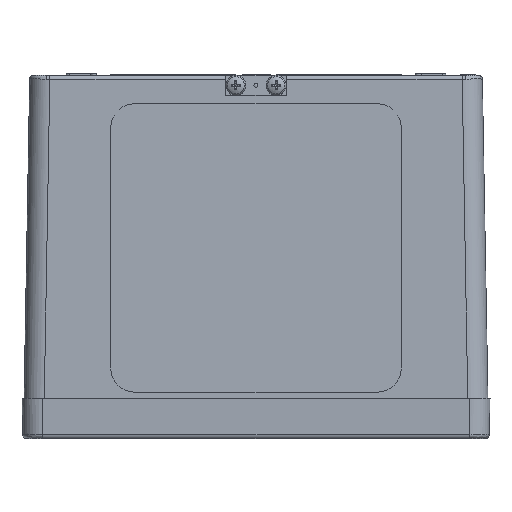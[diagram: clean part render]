
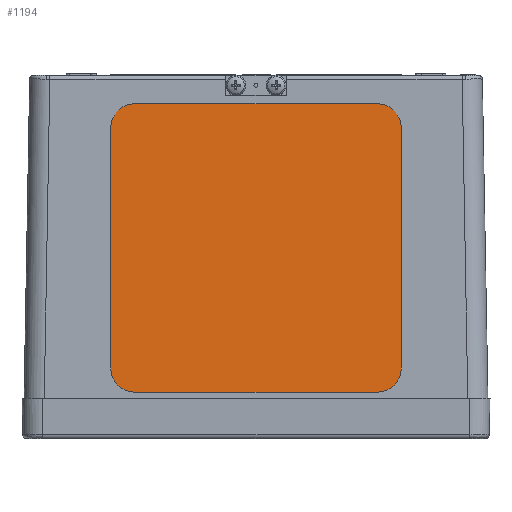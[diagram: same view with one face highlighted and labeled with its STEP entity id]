
A CAD part, left-side view. The second image highlights one B-rep face of the part: STEP entity #1194.
In plain terms, the highlighted planar face has unit normal (-1, 0, 0.018).
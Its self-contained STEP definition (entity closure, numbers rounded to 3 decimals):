
#928=CARTESIAN_POINT('',(-162.918,-60.,147.978));
#929=VERTEX_POINT('',#928);
#930=CARTESIAN_POINT('',(-163.127,-72.,135.98));
#931=VERTEX_POINT('',#930);
#932=CARTESIAN_POINT('',(-163.127,-60.,135.98));
#933=DIRECTION('',(1.,0.0,-0.017));
#934=DIRECTION('',(0.0,-1.0,0.0));
#935=AXIS2_PLACEMENT_3D('',#932,#933,#934);
#936=CIRCLE('',#935,12.);
#937=EDGE_CURVE('',#929,#931,#936,.T.);
#970=CARTESIAN_POINT('',(-165.204,-72.,16.998));
#971=VERTEX_POINT('',#970);
#972=CARTESIAN_POINT('',(-163.127,-72.,135.98));
#973=DIRECTION('',(-0.017,0.,-1.));
#974=VECTOR('',#973,119.);
#975=LINE('',#972,#974);
#976=EDGE_CURVE('',#931,#971,#975,.T.);
#1001=CARTESIAN_POINT('',(-165.414,-60.,5.));
#1002=VERTEX_POINT('',#1001);
#1003=CARTESIAN_POINT('',(-165.204,-60.,16.998));
#1004=DIRECTION('',(1.,0.,-0.017));
#1005=DIRECTION('',(-0.017,0.,-1.));
#1006=AXIS2_PLACEMENT_3D('',#1003,#1004,#1005);
#1007=CIRCLE('',#1006,12.);
#1008=EDGE_CURVE('',#971,#1002,#1007,.T.);
#1034=CARTESIAN_POINT('',(-165.414,60.,5.));
#1035=VERTEX_POINT('',#1034);
#1036=CARTESIAN_POINT('',(-165.414,-60.,5.));
#1037=DIRECTION('',(0.0,1.0,0.0));
#1038=VECTOR('',#1037,120.0);
#1039=LINE('',#1036,#1038);
#1040=EDGE_CURVE('',#1002,#1035,#1039,.T.);
#1065=CARTESIAN_POINT('',(-165.204,72.,16.998));
#1066=VERTEX_POINT('',#1065);
#1067=CARTESIAN_POINT('',(-165.204,60.,16.998));
#1068=DIRECTION('',(1.,0.0,-0.017));
#1069=DIRECTION('',(0.0,1.0,0.0));
#1070=AXIS2_PLACEMENT_3D('',#1067,#1068,#1069);
#1071=CIRCLE('',#1070,12.);
#1072=EDGE_CURVE('',#1035,#1066,#1071,.T.);
#1098=CARTESIAN_POINT('',(-163.127,72.,135.98));
#1099=VERTEX_POINT('',#1098);
#1100=CARTESIAN_POINT('',(-165.204,72.,16.998));
#1101=DIRECTION('',(0.017,0.,1.));
#1102=VECTOR('',#1101,119.);
#1103=LINE('',#1100,#1102);
#1104=EDGE_CURVE('',#1066,#1099,#1103,.T.);
#1129=CARTESIAN_POINT('',(-162.918,60.,147.978));
#1130=VERTEX_POINT('',#1129);
#1131=CARTESIAN_POINT('',(-163.127,60.,135.98));
#1132=DIRECTION('',(1.,0.,-0.017));
#1133=DIRECTION('',(0.017,0.,1.));
#1134=AXIS2_PLACEMENT_3D('',#1131,#1132,#1133);
#1135=CIRCLE('',#1134,12.);
#1136=EDGE_CURVE('',#1099,#1130,#1135,.T.);
#1162=CARTESIAN_POINT('',(-162.918,60.,147.978));
#1163=DIRECTION('',(0.0,-1.0,0.0));
#1164=VECTOR('',#1163,120.0);
#1165=LINE('',#1162,#1164);
#1166=EDGE_CURVE('',#1130,#929,#1165,.T.);
#1179=CARTESIAN_POINT('',(-164.166,35.053,76.489));
#1180=DIRECTION('',(1.,0.,-0.017));
#1181=DIRECTION('',(-0.017,0.0,-1.));
#1182=AXIS2_PLACEMENT_3D('',#1179,#1180,#1181);
#1183=PLANE('',#1182);
#1184=ORIENTED_EDGE('',*,*,#1040,.F.);
#1185=ORIENTED_EDGE('',*,*,#1008,.F.);
#1186=ORIENTED_EDGE('',*,*,#976,.F.);
#1187=ORIENTED_EDGE('',*,*,#937,.F.);
#1188=ORIENTED_EDGE('',*,*,#1166,.F.);
#1189=ORIENTED_EDGE('',*,*,#1136,.F.);
#1190=ORIENTED_EDGE('',*,*,#1104,.F.);
#1191=ORIENTED_EDGE('',*,*,#1072,.F.);
#1192=EDGE_LOOP('',(#1184,#1185,#1186,#1187,#1188,#1189,#1190,#1191));
#1193=FACE_OUTER_BOUND('',#1192,.T.);
#1194=ADVANCED_FACE('',(#1193),#1183,.F.);
